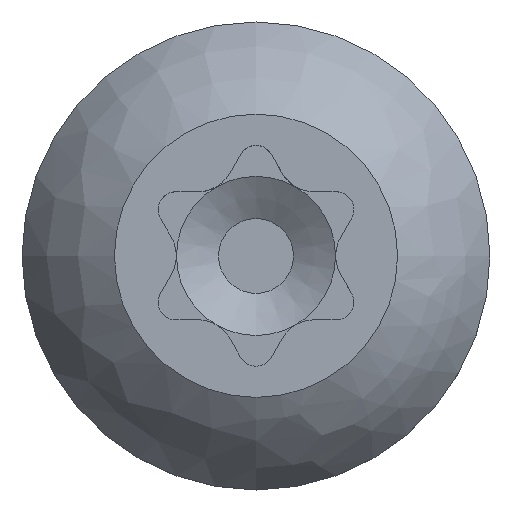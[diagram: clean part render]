
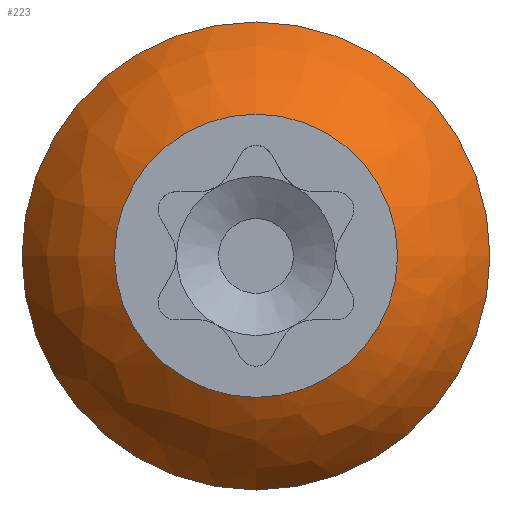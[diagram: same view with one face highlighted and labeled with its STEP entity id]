
A CAD part, top view. The second image highlights one B-rep face of the part: STEP entity #223.
In plain terms, the highlighted free-form (B-spline) face has degree [3, 3] with [4, 7] control points.
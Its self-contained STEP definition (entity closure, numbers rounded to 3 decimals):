
#223=ADVANCED_FACE('',(#296,#297),#298,.T.);
#296=FACE_OUTER_BOUND('',#379,.T.);
#297=FACE_OUTER_BOUND('',#380,.T.);
#298=(B_SPLINE_SURFACE(3,3,((#382,#383,#384,#385,#386,#387,#388),(#389,#390,#391,#392,#393,#394,#395),(#396,#397,#398,#399,#400,#401,#402),(#403,#404,#405,#406,#407,#408,#409)),.UNSPECIFIED.,.F.,.T.,.F.)B_SPLINE_SURFACE_WITH_KNOTS((4,4),(4,3,4),(0.0,6.283),(-1.033,-0.757,-0.48),.UNSPECIFIED.)RATIONAL_B_SPLINE_SURFACE(((1.0,0.333,0.333,1.0,0.333,0.333,1.0),(0.975,0.325,0.325,0.975,0.325,0.325,0.975),(0.975,0.325,0.325,0.975,0.325,0.325,0.975),(1.0,0.333,0.333,1.0,0.333,0.333,1.0)))BOUNDED_SURFACE()REPRESENTATION_ITEM('')GEOMETRIC_REPRESENTATION_ITEM()SURFACE());
#379=EDGE_LOOP('',(#636));
#380=EDGE_LOOP('',(#637));
#382=CARTESIAN_POINT('',(9.5,0.,2.028));
#383=CARTESIAN_POINT('',(9.5,-19.,2.028));
#384=CARTESIAN_POINT('',(-9.5,-19.,2.028));
#385=CARTESIAN_POINT('',(-9.5,0.,2.028));
#386=CARTESIAN_POINT('',(-9.5,19.,2.028));
#387=CARTESIAN_POINT('',(9.5,19.,2.028));
#388=CARTESIAN_POINT('',(9.5,0.,2.028));
#389=CARTESIAN_POINT('',(8.637,0.,3.685));
#390=CARTESIAN_POINT('',(8.637,-17.275,3.685));
#391=CARTESIAN_POINT('',(-8.637,-17.275,3.685));
#392=CARTESIAN_POINT('',(-8.637,0.,3.685));
#393=CARTESIAN_POINT('',(-8.637,17.275,3.685));
#394=CARTESIAN_POINT('',(8.637,17.275,3.685));
#395=CARTESIAN_POINT('',(8.637,0.,3.685));
#396=CARTESIAN_POINT('',(7.355,0.,5.043));
#397=CARTESIAN_POINT('',(7.355,-14.709,5.043));
#398=CARTESIAN_POINT('',(-7.355,-14.709,5.043));
#399=CARTESIAN_POINT('',(-7.355,0.,5.043));
#400=CARTESIAN_POINT('',(-7.355,14.709,5.043));
#401=CARTESIAN_POINT('',(7.355,14.709,5.043));
#402=CARTESIAN_POINT('',(7.355,0.,5.043));
#403=CARTESIAN_POINT('',(5.75,0.,6.));
#404=CARTESIAN_POINT('',(5.75,-11.5,6.));
#405=CARTESIAN_POINT('',(-5.75,-11.5,6.));
#406=CARTESIAN_POINT('',(-5.75,0.,6.));
#407=CARTESIAN_POINT('',(-5.75,11.5,6.));
#408=CARTESIAN_POINT('',(5.75,11.5,6.));
#409=CARTESIAN_POINT('',(5.75,0.,6.));
#636=ORIENTED_EDGE('',*,*,#728,.F.);
#637=ORIENTED_EDGE('',*,*,#750,.T.);
#728=EDGE_CURVE('',#829,#829,#830,.F.);
#750=EDGE_CURVE('',#871,#871,#872,.T.);
#829=VERTEX_POINT('',#980);
#830=CIRCLE('',#981,9.5);
#871=VERTEX_POINT('',#1033);
#872=CIRCLE('',#1034,5.75);
#980=CARTESIAN_POINT('',(0.,-9.5,2.028));
#981=AXIS2_PLACEMENT_3D('',#1169,#1170,#1171);
#1033=CARTESIAN_POINT('',(5.75,0.,6.0));
#1034=AXIS2_PLACEMENT_3D('',#1213,#1214,#1215);
#1169=CARTESIAN_POINT('',(0.0,0.,2.028));
#1170=DIRECTION('',(0.0,0.,1.0));
#1171=DIRECTION('',(0.0,-1.0,0.));
#1213=CARTESIAN_POINT('',(0.,0.,6.0));
#1214=DIRECTION('',(0.,0.,-1.0));
#1215=DIRECTION('',(1.0,0.,0.));
